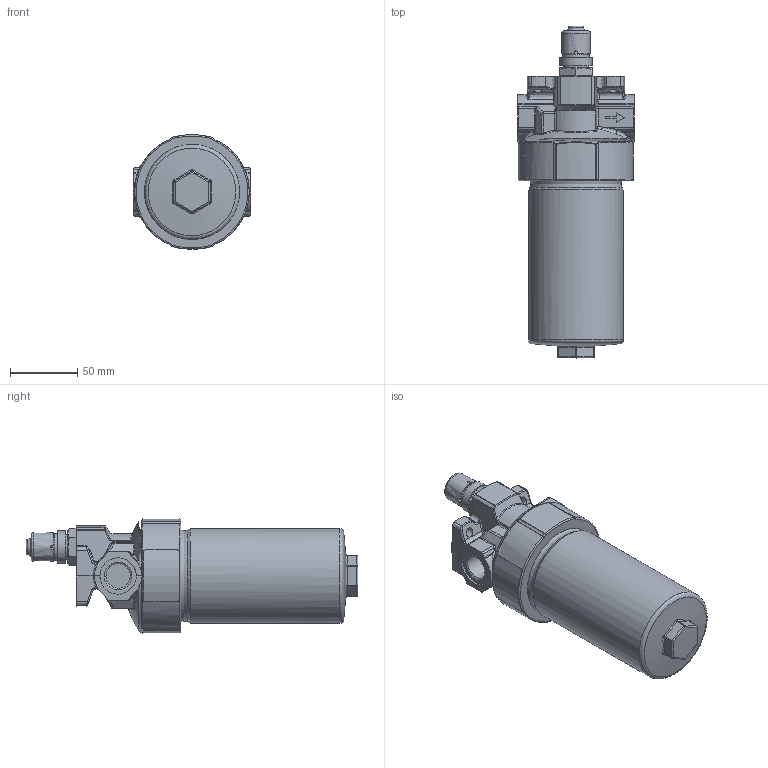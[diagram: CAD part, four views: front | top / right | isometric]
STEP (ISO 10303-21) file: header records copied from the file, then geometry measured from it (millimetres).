
FILE_DESCRIPTION((''),'2;1');
FILE_NAME('34307400_D072-156OD1.stp', '2016-08-29T08:12:16',('User'),('SDRC'),'I-DEAS Master Series 9','UNIX', 'Yes');
FILE_SCHEMA(('AUTOMOTIVE_DESIGN { 1 0 10303 214 1 1 1 1 }'));
Length unit declared in the file: millimetre
Products named in the file (1): 34307400
Bounding box: 87 x 246.3 x 84.93 mm (x, y, z)
Volume: 812914.2 mm3; surface area: 65708.3 mm2
Topology: 1 solids, 1 shells, 453 faces, 1117 edges, 651 vertices
Faces by surface type: bspline 453
Entity records: 17472 total; most frequent: CARTESIAN_POINT 11325, ORIENTED_EDGE 2162, EDGE_CURVE 1081, VERTEX_POINT 643, B_SPLINE_CURVE_WITH_KNOTS 595, EDGE_LOOP 474, FACE_OUTER_BOUND 453, ADVANCED_FACE 453
